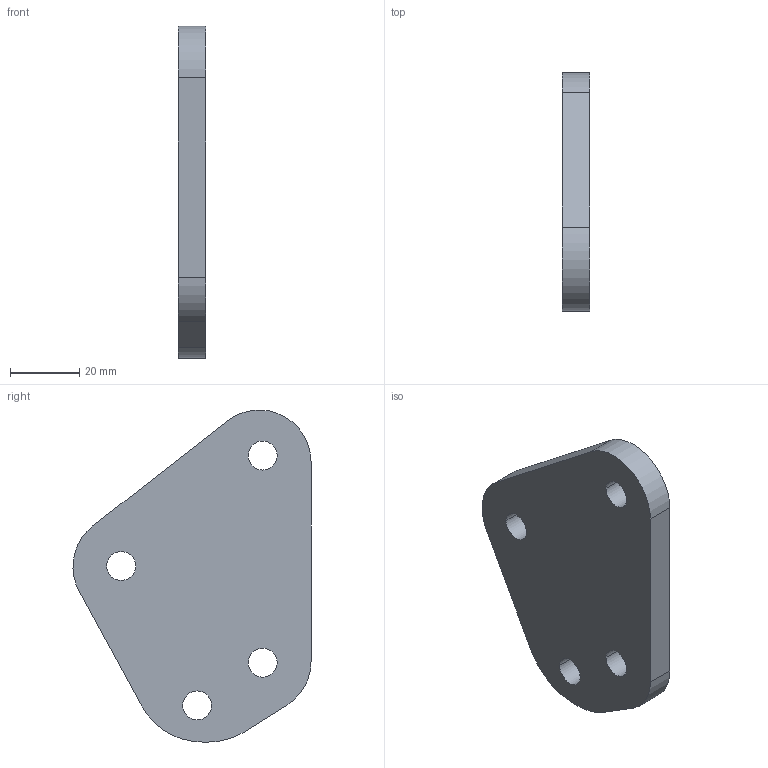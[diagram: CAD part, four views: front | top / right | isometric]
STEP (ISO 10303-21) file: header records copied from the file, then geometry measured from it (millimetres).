
FILE_DESCRIPTION(('CATIA V5 STEP Exchange'),'2;1');
FILE_NAME('pate deport mbk V3.stp','2023-12-09T16:32:04+00:00',('none'),('none'),'CATIA Version 5 Release 21 GA (IN-10)','CATIA V5 STEP AP203','none');
FILE_SCHEMA(('CONFIG_CONTROL_DESIGN'));
Length unit declared in the file: millimetre
Products named in the file (1): pate deport mbk
Bounding box: 8 x 68.97 x 96.2 mm (x, y, z)
Volume: 34228.8 mm3; surface area: 12451.1 mm2
Topology: 1 solids, 1 shells, 29 faces, 78 edges, 52 vertices
Faces by surface type: cylinder 17, plane 12
Entity records: 930 total; most frequent: CARTESIAN_POINT 156, ORIENTED_EDGE 156, DIRECTION 128, EDGE_CURVE 78, AXIS2_PLACEMENT_3D 60, VERTEX_POINT 52, VECTOR 44, LINE 44
